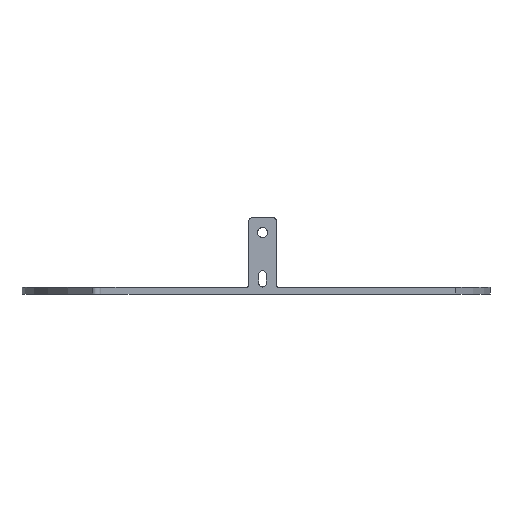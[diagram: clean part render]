
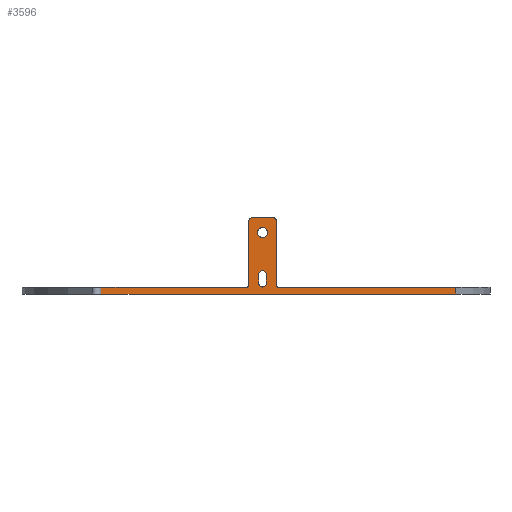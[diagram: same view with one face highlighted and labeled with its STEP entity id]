
A CAD part, left-side view. The second image highlights one B-rep face of the part: STEP entity #3596.
In plain terms, the highlighted planar face has unit normal (-1, 0, 0).
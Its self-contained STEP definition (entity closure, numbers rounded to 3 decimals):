
#96=CIRCLE('',#3842,1.55);
#97=CIRCLE('',#3845,1.55);
#98=CIRCLE('',#3848,2.);
#99=CIRCLE('',#3851,1.);
#100=CIRCLE('',#3854,1.);
#108=CIRCLE('',#3876,1.);
#109=CIRCLE('',#3881,1.);
#150=PLANE('',#3887);
#305=LINE('',#5216,#685);
#309=LINE('',#5224,#689);
#399=LINE('',#5469,#779);
#472=LINE('',#5681,#852);
#475=LINE('',#5689,#855);
#476=LINE('',#5694,#856);
#480=LINE('',#5704,#860);
#483=LINE('',#5712,#863);
#505=LINE('',#5777,#885);
#506=LINE('',#5779,#886);
#685=VECTOR('',#4152,1000.);
#689=VECTOR('',#4156,1000.);
#779=VECTOR('',#4314,1000.);
#852=VECTOR('',#4459,1000.);
#855=VECTOR('',#4468,1000.);
#856=VECTOR('',#4475,1000.);
#860=VECTOR('',#4485,1000.);
#863=VECTOR('',#4494,1000.);
#885=VECTOR('',#4578,1000.);
#886=VECTOR('',#4581,1000.);
#1450=ORIENTED_EDGE('',*,*,#2240,.T.);
#1451=ORIENTED_EDGE('',*,*,#2392,.F.);
#1452=ORIENTED_EDGE('',*,*,#2117,.F.);
#1453=ORIENTED_EDGE('',*,*,#2382,.F.);
#1454=ORIENTED_EDGE('',*,*,#2358,.F.);
#1455=ORIENTED_EDGE('',*,*,#2356,.F.);
#1456=ORIENTED_EDGE('',*,*,#2354,.F.);
#1457=ORIENTED_EDGE('',*,*,#2352,.F.);
#1458=ORIENTED_EDGE('',*,*,#2349,.F.);
#1459=ORIENTED_EDGE('',*,*,#2385,.F.);
#1460=ORIENTED_EDGE('',*,*,#2113,.F.);
#1461=ORIENTED_EDGE('',*,*,#2391,.T.);
#1462=ORIENTED_EDGE('',*,*,#2348,.F.);
#1463=ORIENTED_EDGE('',*,*,#2347,.F.);
#1464=ORIENTED_EDGE('',*,*,#2345,.F.);
#1465=ORIENTED_EDGE('',*,*,#2343,.F.);
#1466=ORIENTED_EDGE('',*,*,#2339,.F.);
#2113=EDGE_CURVE('',#2624,#2625,#305,.T.);
#2117=EDGE_CURVE('',#2628,#2615,#309,.T.);
#2240=EDGE_CURVE('',#2750,#2749,#399,.T.);
#2339=EDGE_CURVE('',#2842,#2843,#96,.T.);
#2343=EDGE_CURVE('',#2843,#2844,#472,.T.);
#2345=EDGE_CURVE('',#2844,#2845,#97,.T.);
#2347=EDGE_CURVE('',#2845,#2842,#475,.T.);
#2348=EDGE_CURVE('',#2846,#2846,#98,.T.);
#2349=EDGE_CURVE('',#2847,#2848,#476,.T.);
#2352=EDGE_CURVE('',#2848,#2849,#99,.T.);
#2354=EDGE_CURVE('',#2849,#2850,#480,.T.);
#2356=EDGE_CURVE('',#2850,#2851,#100,.T.);
#2358=EDGE_CURVE('',#2851,#2852,#483,.T.);
#2382=EDGE_CURVE('',#2852,#2628,#108,.T.);
#2385=EDGE_CURVE('',#2625,#2847,#109,.T.);
#2391=EDGE_CURVE('',#2624,#2750,#505,.T.);
#2392=EDGE_CURVE('',#2615,#2749,#506,.T.);
#2615=VERTEX_POINT('',#5197);
#2624=VERTEX_POINT('',#5215);
#2625=VERTEX_POINT('',#5217);
#2628=VERTEX_POINT('',#5223);
#2749=VERTEX_POINT('',#5468);
#2750=VERTEX_POINT('',#5470);
#2842=VERTEX_POINT('',#5667);
#2843=VERTEX_POINT('',#5668);
#2844=VERTEX_POINT('',#5682);
#2845=VERTEX_POINT('',#5686);
#2846=VERTEX_POINT('',#5692);
#2847=VERTEX_POINT('',#5695);
#2848=VERTEX_POINT('',#5696);
#2849=VERTEX_POINT('',#5701);
#2850=VERTEX_POINT('',#5705);
#2851=VERTEX_POINT('',#5709);
#2852=VERTEX_POINT('',#5713);
#3034=EDGE_LOOP('',(#1450,#1451,#1452,#1453,#1454,#1455,#1456,#1457,#1458,
#1459,#1460,#1461));
#3035=EDGE_LOOP('',(#1462));
#3036=EDGE_LOOP('',(#1463,#1464,#1465,#1466));
#3322=FACE_BOUND('',#3034,.T.);
#3323=FACE_BOUND('',#3035,.T.);
#3324=FACE_BOUND('',#3036,.T.);
#3596=ADVANCED_FACE('',(#3322,#3323,#3324),#150,.F.);
#3842=AXIS2_PLACEMENT_3D('',#5666,#4453,#4454);
#3845=AXIS2_PLACEMENT_3D('',#5685,#4463,#4464);
#3848=AXIS2_PLACEMENT_3D('',#5691,#4471,#4472);
#3851=AXIS2_PLACEMENT_3D('',#5700,#4480,#4481);
#3854=AXIS2_PLACEMENT_3D('',#5708,#4489,#4490);
#3876=AXIS2_PLACEMENT_3D('',#5761,#4551,#4552);
#3881=AXIS2_PLACEMENT_3D('',#5766,#4561,#4562);
#3887=AXIS2_PLACEMENT_3D('',#5778,#4579,#4580);
#4152=DIRECTION('',(0.,-1.,0.));
#4156=DIRECTION('',(0.,-1.,0.));
#4314=DIRECTION('',(0.,-1.,0.));
#4453=DIRECTION('',(-1.,0.,0.));
#4454=DIRECTION('',(0.,1.,0.));
#4459=DIRECTION('',(0.,0.,1.));
#4463=DIRECTION('',(-1.,0.,0.));
#4464=DIRECTION('',(0.,-1.,0.));
#4468=DIRECTION('',(0.,0.,-1.));
#4471=DIRECTION('',(-1.,0.,0.));
#4472=DIRECTION('',(0.,-1.,0.));
#4475=DIRECTION('',(0.,0.,1.));
#4480=DIRECTION('',(1.,0.,0.));
#4481=DIRECTION('',(0.,-1.,0.));
#4485=DIRECTION('',(0.,-1.,0.));
#4489=DIRECTION('',(1.,0.,0.));
#4490=DIRECTION('',(0.,1.,0.));
#4494=DIRECTION('',(0.,0.,-1.));
#4551=DIRECTION('',(-1.,0.,0.));
#4552=DIRECTION('',(0.,-1.,0.));
#4561=DIRECTION('',(-1.,0.,0.));
#4562=DIRECTION('',(0.,1.,0.));
#4578=DIRECTION('',(0.,0.,-1.));
#4579=DIRECTION('',(1.,0.,0.));
#4580=DIRECTION('',(0.,0.,-1.));
#4581=DIRECTION('',(0.,0.,-1.));
#5197=CARTESIAN_POINT('',(-50.,-80.777,2.8));
#5215=CARTESIAN_POINT('',(-50.,63.,2.8));
#5216=CARTESIAN_POINT('',(-50.,-80.777,2.8));
#5217=CARTESIAN_POINT('',(-50.,4.,2.8));
#5223=CARTESIAN_POINT('',(-50.,-9.,2.8));
#5224=CARTESIAN_POINT('',(-50.,-80.777,2.8));
#5468=CARTESIAN_POINT('',(-50.,-80.777,0.));
#5469=CARTESIAN_POINT('',(-50.,-80.777,0.));
#5470=CARTESIAN_POINT('',(-50.,63.,0.));
#5666=CARTESIAN_POINT('',(-50.,-2.5,4.428));
#5667=CARTESIAN_POINT('',(-50.,-0.95,4.428));
#5668=CARTESIAN_POINT('',(-50.,-4.05,4.428));
#5681=CARTESIAN_POINT('',(-50.,-4.05,4.428));
#5682=CARTESIAN_POINT('',(-50.,-4.05,7.928));
#5685=CARTESIAN_POINT('',(-50.,-2.5,7.928));
#5686=CARTESIAN_POINT('',(-50.,-0.95,7.928));
#5689=CARTESIAN_POINT('',(-50.,-0.95,7.928));
#5691=CARTESIAN_POINT('',(-50.,-2.5,24.928));
#5692=CARTESIAN_POINT('',(-50.,-4.5,24.928));
#5694=CARTESIAN_POINT('',(-50.,3.,29.9));
#5695=CARTESIAN_POINT('',(-50.,3.,3.8));
#5696=CARTESIAN_POINT('',(-50.,3.,29.9));
#5700=CARTESIAN_POINT('',(-50.,2.,29.9));
#5701=CARTESIAN_POINT('',(-50.,2.,30.9));
#5704=CARTESIAN_POINT('',(-50.,2.,30.9));
#5705=CARTESIAN_POINT('',(-50.,-7.,30.9));
#5708=CARTESIAN_POINT('',(-50.,-7.,29.9));
#5709=CARTESIAN_POINT('',(-50.,-8.,29.9));
#5712=CARTESIAN_POINT('',(-50.,-8.,29.9));
#5713=CARTESIAN_POINT('',(-50.,-8.,3.8));
#5761=CARTESIAN_POINT('',(-50.,-9.,3.8));
#5766=CARTESIAN_POINT('',(-50.,4.,3.8));
#5777=CARTESIAN_POINT('',(-50.,63.,2.8));
#5778=CARTESIAN_POINT('',(-50.,-80.777,2.8));
#5779=CARTESIAN_POINT('',(-50.,-80.777,2.8));
